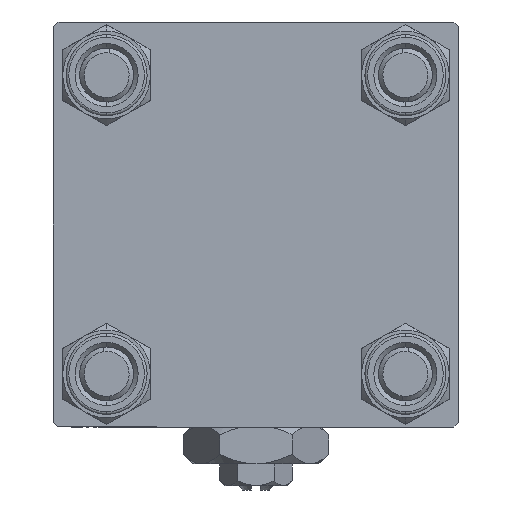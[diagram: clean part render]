
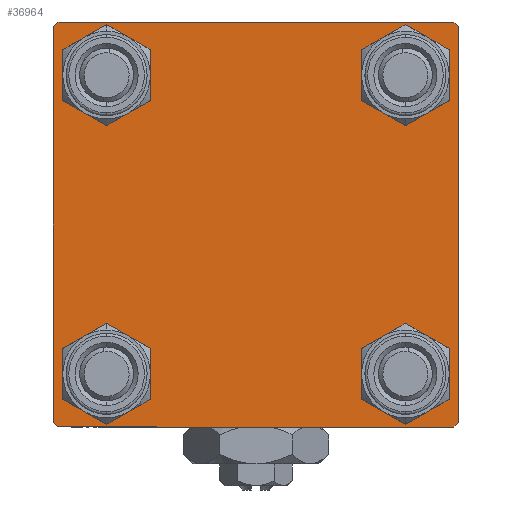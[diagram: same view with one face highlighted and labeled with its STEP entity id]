
A CAD part, left-side view. The second image highlights one B-rep face of the part: STEP entity #36964.
In plain terms, the highlighted planar face has unit normal (-1, 0, 0).
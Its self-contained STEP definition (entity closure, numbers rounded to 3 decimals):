
#93 = CARTESIAN_POINT ( 'NONE',  ( 0., -16.6, 13.1 ) ) ;
#1071 = VERTEX_POINT ( 'NONE', #11137 ) ;
#1085 = ORIENTED_EDGE ( 'NONE', *, *, #34056, .T. ) ;
#1100 = EDGE_CURVE ( 'NONE', #24025, #16177, #22618, .T. ) ;
#1587 = EDGE_CURVE ( 'NONE', #42594, #39225, #36872, .T. ) ;
#1722 = AXIS2_PLACEMENT_3D ( 'NONE', #51463, #19516, #7532 ) ;
#1952 = DIRECTION ( 'NONE',  ( 0., 0., -1. ) ) ;
#2370 = EDGE_CURVE ( 'NONE', #19589, #22971, #19008, .T. ) ;
#2997 = AXIS2_PLACEMENT_3D ( 'NONE', #24821, #40262, #44773 ) ;
#3138 = VECTOR ( 'NONE', #22843, 1000. ) ;
#3252 = AXIS2_PLACEMENT_3D ( 'NONE', #24784, #31712, #40486 ) ;
#4003 = CARTESIAN_POINT ( 'NONE',  ( 0., -22., -22.5 ) ) ;
#4020 = CIRCLE ( 'NONE', #49948, 3.5 ) ;
#4350 = EDGE_LOOP ( 'NONE', ( #24426, #51044 ) ) ;
#4580 = CARTESIAN_POINT ( 'NONE',  ( 0., 16.6, -20.1 ) ) ;
#4610 = ORIENTED_EDGE ( 'NONE', *, *, #42844, .T. ) ;
#5067 = VERTEX_POINT ( 'NONE', #93 ) ;
#5428 = CARTESIAN_POINT ( 'NONE',  ( 0., -22., 22.5 ) ) ;
#5810 = AXIS2_PLACEMENT_3D ( 'NONE', #10149, #46360, #9884 ) ;
#6351 = DIRECTION ( 'NONE',  ( 0., 0., -1. ) ) ;
#6641 = CARTESIAN_POINT ( 'NONE',  ( 0., 16.6, -13.1 ) ) ;
#6672 = CARTESIAN_POINT ( 'NONE',  ( 0., 16.6, -16.6 ) ) ;
#7019 = ORIENTED_EDGE ( 'NONE', *, *, #13491, .T. ) ;
#7027 = ORIENTED_EDGE ( 'NONE', *, *, #20188, .T. ) ;
#7412 = ORIENTED_EDGE ( 'NONE', *, *, #21154, .T. ) ;
#7527 = CIRCLE ( 'NONE', #5810, 3.5 ) ;
#7532 = DIRECTION ( 'NONE',  ( 0., 0., 1. ) ) ;
#8018 = DIRECTION ( 'NONE',  ( 0., 0., 1. ) ) ;
#8851 = ORIENTED_EDGE ( 'NONE', *, *, #1587, .T. ) ;
#9725 = CARTESIAN_POINT ( 'NONE',  ( 0., -22.5, 22. ) ) ;
#9799 = VERTEX_POINT ( 'NONE', #19787 ) ;
#9884 = DIRECTION ( 'NONE',  ( 0., 0., 1. ) ) ;
#10058 = ORIENTED_EDGE ( 'NONE', *, *, #49556, .T. ) ;
#10149 = CARTESIAN_POINT ( 'NONE',  ( 0., -16.6, 16.6 ) ) ;
#10631 = EDGE_LOOP ( 'NONE', ( #10058, #4610, #7412, #1085, #36868, #36993, #19353, #46993 ) ) ;
#10928 = CARTESIAN_POINT ( 'NONE',  ( 0., -16.6, -13.1 ) ) ;
#11137 = CARTESIAN_POINT ( 'NONE',  ( 0., 16.6, 20.1 ) ) ;
#11615 = EDGE_CURVE ( 'NONE', #5067, #26603, #7527, .T. ) ;
#12265 = CARTESIAN_POINT ( 'NONE',  ( 0., -16.6, -16.6 ) ) ;
#12757 = AXIS2_PLACEMENT_3D ( 'NONE', #42818, #26320, #18328 ) ;
#12925 = EDGE_CURVE ( 'NONE', #1071, #52246, #41531, .T. ) ;
#12976 = CARTESIAN_POINT ( 'NONE',  ( 0., 22.5, -22. ) ) ;
#13108 = CARTESIAN_POINT ( 'NONE',  ( 0., 22.5, 22. ) ) ;
#13415 = EDGE_LOOP ( 'NONE', ( #7019, #8851 ) ) ;
#13491 = EDGE_CURVE ( 'NONE', #39225, #42594, #45782, .T. ) ;
#13592 = DIRECTION ( 'NONE',  ( 0., 0., 1. ) ) ;
#14350 = VECTOR ( 'NONE', #48183, 1000. ) ;
#14608 = CARTESIAN_POINT ( 'NONE',  ( 0., 22.25, 22.25 ) ) ;
#15021 = VERTEX_POINT ( 'NONE', #5428 ) ;
#15473 = FACE_OUTER_BOUND ( 'NONE', #10631, .T. ) ;
#15708 = LINE ( 'NONE', #31949, #14350 ) ;
#16177 = VERTEX_POINT ( 'NONE', #13108 ) ;
#16297 = EDGE_LOOP ( 'NONE', ( #46494, #26351 ) ) ;
#17954 = DIRECTION ( 'NONE',  ( 0., 0., 1. ) ) ;
#18328 = DIRECTION ( 'NONE',  ( 0., 0., 1. ) ) ;
#19008 = LINE ( 'NONE', #42701, #27560 ) ;
#19090 = AXIS2_PLACEMENT_3D ( 'NONE', #28893, #45128, #17954 ) ;
#19353 = ORIENTED_EDGE ( 'NONE', *, *, #33418, .F. ) ;
#19516 = DIRECTION ( 'NONE',  ( 1., 0., 0. ) ) ;
#19589 = VERTEX_POINT ( 'NONE', #9725 ) ;
#19787 = CARTESIAN_POINT ( 'NONE',  ( 0., -16.6, -20.1 ) ) ;
#19812 = DIRECTION ( 'NONE',  ( 0., -1., 0. ) ) ;
#20024 = CIRCLE ( 'NONE', #2997, 3.5 ) ;
#20188 = EDGE_CURVE ( 'NONE', #52246, #1071, #35715, .T. ) ;
#20299 = AXIS2_PLACEMENT_3D ( 'NONE', #33942, #24716, #37669 ) ;
#21022 = EDGE_CURVE ( 'NONE', #26603, #5067, #40852, .T. ) ;
#21154 = EDGE_CURVE ( 'NONE', #38971, #28627, #38101, .T. ) ;
#21310 = VERTEX_POINT ( 'NONE', #10928 ) ;
#22618 = LINE ( 'NONE', #14608, #51348 ) ;
#22843 = DIRECTION ( 'NONE',  ( 0., -0.707, 0.707 ) ) ;
#22971 = VERTEX_POINT ( 'NONE', #32147 ) ;
#24025 = VERTEX_POINT ( 'NONE', #29730 ) ;
#24426 = ORIENTED_EDGE ( 'NONE', *, *, #21022, .T. ) ;
#24716 = DIRECTION ( 'NONE',  ( 1., 0., 0. ) ) ;
#24784 = CARTESIAN_POINT ( 'NONE',  ( 0., 0., 0. ) ) ;
#24821 = CARTESIAN_POINT ( 'NONE',  ( 0., -16.6, -16.6 ) ) ;
#25521 = EDGE_CURVE ( 'NONE', #19589, #15021, #37238, .T. ) ;
#25793 = CARTESIAN_POINT ( 'NONE',  ( 0., 22.5, 22.5 ) ) ;
#26320 = DIRECTION ( 'NONE',  ( 1., 0., 0. ) ) ;
#26351 = ORIENTED_EDGE ( 'NONE', *, *, #35478, .T. ) ;
#26585 = LINE ( 'NONE', #25793, #29931 ) ;
#26603 = VERTEX_POINT ( 'NONE', #36130 ) ;
#27102 = AXIS2_PLACEMENT_3D ( 'NONE', #6672, #35148, #13592 ) ;
#27348 = CARTESIAN_POINT ( 'NONE',  ( 0., -22.25, -22.25 ) ) ;
#27388 = DIRECTION ( 'NONE',  ( 0., 0.707, -0.707 ) ) ;
#27560 = VECTOR ( 'NONE', #1952, 1000. ) ;
#27984 = PLANE ( 'NONE',  #3252 ) ;
#28627 = VERTEX_POINT ( 'NONE', #4003 ) ;
#28893 = CARTESIAN_POINT ( 'NONE',  ( 0., 16.6, -16.6 ) ) ;
#29418 = CARTESIAN_POINT ( 'NONE',  ( 0., 16.6, 13.1 ) ) ;
#29730 = CARTESIAN_POINT ( 'NONE',  ( 0., 22., 22.5 ) ) ;
#29931 = VECTOR ( 'NONE', #6351, 1000. ) ;
#30301 = CARTESIAN_POINT ( 'NONE',  ( 0., -22.25, 22.25 ) ) ;
#30975 = EDGE_CURVE ( 'NONE', #21310, #9799, #20024, .T. ) ;
#31712 = DIRECTION ( 'NONE',  ( -1., 0., 0. ) ) ;
#31949 = CARTESIAN_POINT ( 'NONE',  ( 0., 22.25, -22.25 ) ) ;
#32125 = ORIENTED_EDGE ( 'NONE', *, *, #12925, .T. ) ;
#32147 = CARTESIAN_POINT ( 'NONE',  ( 0., -22.5, -22. ) ) ;
#33276 = CARTESIAN_POINT ( 'NONE',  ( 0., 22., -22.5 ) ) ;
#33418 = EDGE_CURVE ( 'NONE', #24025, #15021, #43264, .T. ) ;
#33942 = CARTESIAN_POINT ( 'NONE',  ( 0., 16.6, 16.6 ) ) ;
#34056 = EDGE_CURVE ( 'NONE', #28627, #22971, #46519, .T. ) ;
#34920 = FACE_BOUND ( 'NONE', #4350, .T. ) ;
#35106 = VECTOR ( 'NONE', #46005, 1000. ) ;
#35148 = DIRECTION ( 'NONE',  ( 1., 0., 0. ) ) ;
#35478 = EDGE_CURVE ( 'NONE', #9799, #21310, #4020, .T. ) ;
#35715 = CIRCLE ( 'NONE', #12757, 3.5 ) ;
#36130 = CARTESIAN_POINT ( 'NONE',  ( 0., -16.6, 20.1 ) ) ;
#36868 = ORIENTED_EDGE ( 'NONE', *, *, #2370, .F. ) ;
#36872 = CIRCLE ( 'NONE', #19090, 3.5 ) ;
#36964 = ADVANCED_FACE ( 'NONE', ( #34920, #46901, #51157, #47158, #15473 ), #27984, .T. ) ;
#36993 = ORIENTED_EDGE ( 'NONE', *, *, #25521, .T. ) ;
#37238 = LINE ( 'NONE', #30301, #35106 ) ;
#37669 = DIRECTION ( 'NONE',  ( 0., 0., 1. ) ) ;
#37837 = DIRECTION ( 'NONE',  ( 0., -1., 0. ) ) ;
#38101 = LINE ( 'NONE', #41574, #46845 ) ;
#38971 = VERTEX_POINT ( 'NONE', #33276 ) ;
#39225 = VERTEX_POINT ( 'NONE', #6641 ) ;
#40262 = DIRECTION ( 'NONE',  ( 1., 0., 0. ) ) ;
#40486 = DIRECTION ( 'NONE',  ( 0., 0., 1. ) ) ;
#40852 = CIRCLE ( 'NONE', #1722, 3.5 ) ;
#41531 = CIRCLE ( 'NONE', #20299, 3.5 ) ;
#41574 = CARTESIAN_POINT ( 'NONE',  ( 0., 22.5, -22.5 ) ) ;
#42594 = VERTEX_POINT ( 'NONE', #4580 ) ;
#42701 = CARTESIAN_POINT ( 'NONE',  ( 0., -22.5, 22.5 ) ) ;
#42818 = CARTESIAN_POINT ( 'NONE',  ( 0., 16.6, 16.6 ) ) ;
#42844 = EDGE_CURVE ( 'NONE', #47427, #38971, #15708, .T. ) ;
#43264 = LINE ( 'NONE', #43526, #50720 ) ;
#43526 = CARTESIAN_POINT ( 'NONE',  ( 0., 22.5, 22.5 ) ) ;
#44221 = DIRECTION ( 'NONE',  ( 1., 0., 0. ) ) ;
#44773 = DIRECTION ( 'NONE',  ( 0., 0., 1. ) ) ;
#45128 = DIRECTION ( 'NONE',  ( 1., 0., 0. ) ) ;
#45782 = CIRCLE ( 'NONE', #27102, 3.5 ) ;
#46005 = DIRECTION ( 'NONE',  ( 0., 0.707, 0.707 ) ) ;
#46360 = DIRECTION ( 'NONE',  ( 1., 0., 0. ) ) ;
#46494 = ORIENTED_EDGE ( 'NONE', *, *, #30975, .T. ) ;
#46519 = LINE ( 'NONE', #27348, #3138 ) ;
#46845 = VECTOR ( 'NONE', #37837, 1000. ) ;
#46901 = FACE_BOUND ( 'NONE', #16297, .T. ) ;
#46993 = ORIENTED_EDGE ( 'NONE', *, *, #1100, .T. ) ;
#47158 = FACE_BOUND ( 'NONE', #47183, .T. ) ;
#47183 = EDGE_LOOP ( 'NONE', ( #32125, #7027 ) ) ;
#47427 = VERTEX_POINT ( 'NONE', #12976 ) ;
#48183 = DIRECTION ( 'NONE',  ( 0., -0.707, -0.707 ) ) ;
#49556 = EDGE_CURVE ( 'NONE', #16177, #47427, #26585, .T. ) ;
#49948 = AXIS2_PLACEMENT_3D ( 'NONE', #12265, #44221, #8018 ) ;
#50720 = VECTOR ( 'NONE', #19812, 1000. ) ;
#51044 = ORIENTED_EDGE ( 'NONE', *, *, #11615, .T. ) ;
#51157 = FACE_BOUND ( 'NONE', #13415, .T. ) ;
#51348 = VECTOR ( 'NONE', #27388, 1000. ) ;
#51463 = CARTESIAN_POINT ( 'NONE',  ( 0., -16.6, 16.6 ) ) ;
#52246 = VERTEX_POINT ( 'NONE', #29418 ) ;
